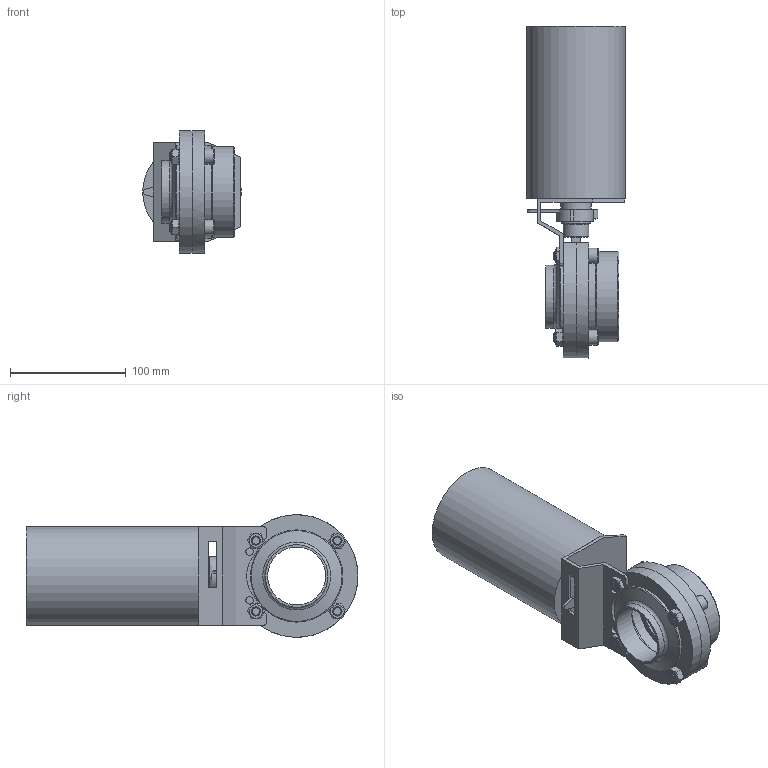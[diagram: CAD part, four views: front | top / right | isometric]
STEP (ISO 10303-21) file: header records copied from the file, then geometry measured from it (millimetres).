
FILE_DESCRIPTION( ( 'STEP AP203' ), ' ' );
FILE_NAME( '9612628284.stp', '2017-01-13T10:18:43', ( '' ), ( '' ), ' ', 'PARTsolutions', ' ' );
FILE_SCHEMA( ( 'CONFIG_CONTROL_DESIGN' ) );
Length unit declared in the file: millimetre
Products named in the file (8): 9612628284; _LKB-2 Butterfly (D50 085 0)_dmr; _Mounting Bracket LKLA 085 D50; _LKLA Without coupling 085; _Coupling LKLA 085 Doc clutch D50; _Activation ring D50; _LKB/LKB-2 valve body pin D50; _LKB-2 Butterfly (D50 085 0)_dwl
Assembly tree (7 placements, depth 2):
  9612628284
    _LKB-2 Butterfly (D50 085 0)_dmr
    _Mounting Bracket LKLA 085 D50
    _LKLA Without coupling 085
    _Coupling LKLA 085 Doc clutch D50
    _Activation ring D50
    _LKB/LKB-2 valve body pin D50
    _LKB-2 Butterfly (D50 085 0)_dwl
Bounding box: 85 x 286.15 x 105.7 mm (x, y, z)
Volume: 1100888 mm3; surface area: 143331 mm2
Topology: 7 solids, 7 shells, 224 faces, 521 edges, 342 vertices
Faces by surface type: plane 136, cylinder 60, cone 19, torus 9
Full cylindrical faces by diameter (mm): 6.5 x2, 8 x8, 8.5 x2, 9 x8, 12 x1, 13 x4, 22 x1, 25 x2, 26 x1, 34 x1, 50 x2, 54 x2, 58 x2, 63.8 x1, 66 x2, 78 x1, 79.5 x2, 85 x1
Entity records: 6495 total; most frequent: CARTESIAN_POINT 1468, DIRECTION 1002, ORIENTED_EDGE 848, EDGE_CURVE 424, AXIS2_PLACEMENT_3D 394, EDGE_LOOP 352, VERTEX_POINT 316, FACE_OUTER_BOUND 276
